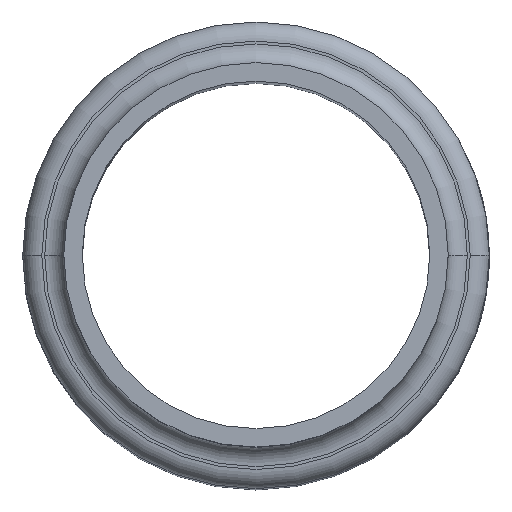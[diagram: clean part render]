
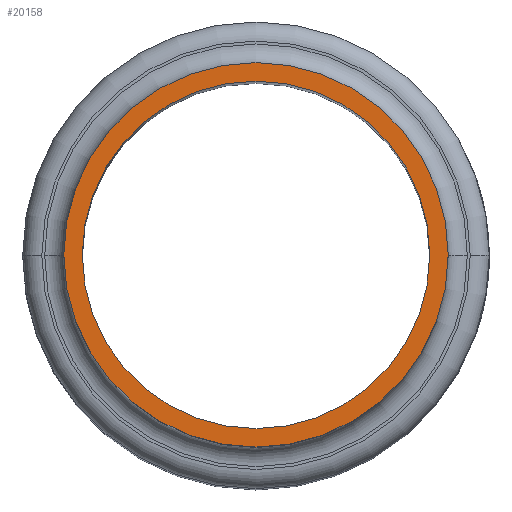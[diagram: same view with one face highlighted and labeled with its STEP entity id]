
A CAD part, top view. The second image highlights one B-rep face of the part: STEP entity #20158.
In plain terms, the highlighted planar face has unit normal (0, 0, 1).
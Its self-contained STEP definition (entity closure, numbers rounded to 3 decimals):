
#359 = VERTEX_POINT ( 'NONE', #24909 ) ;
#769 = CIRCLE ( 'NONE', #26249, 30.15 ) ;
#1351 = CARTESIAN_POINT ( 'NONE',  ( -30.15, 0., 0. ) ) ;
#1620 = EDGE_CURVE ( 'NONE', #8610, #359, #4086, .T. ) ;
#1987 = DIRECTION ( 'NONE',  ( 0., 0., -1. ) ) ;
#3195 = DIRECTION ( 'NONE',  ( 1., 0., 0. ) ) ;
#3495 = AXIS2_PLACEMENT_3D ( 'NONE', #12939, #1987, #21620 ) ;
#3635 = CIRCLE ( 'NONE', #8191, 30.15 ) ;
#4047 = EDGE_CURVE ( 'NONE', #14021, #11514, #3635, .T. ) ;
#4086 = CIRCLE ( 'NONE', #12724, 27.25 ) ;
#4254 = FACE_OUTER_BOUND ( 'NONE', #12113, .T. ) ;
#5044 = CARTESIAN_POINT ( 'NONE',  ( 0., 0., 0. ) ) ;
#5062 = DIRECTION ( 'NONE',  ( 1., 0., 0. ) ) ;
#5858 = DIRECTION ( 'NONE',  ( 1., 0., 0. ) ) ;
#6361 = CARTESIAN_POINT ( 'NONE',  ( 0., 0., 0. ) ) ;
#8191 = AXIS2_PLACEMENT_3D ( 'NONE', #16680, #25375, #5858 ) ;
#8494 = ORIENTED_EDGE ( 'NONE', *, *, #22365, .F. ) ;
#8610 = VERTEX_POINT ( 'NONE', #20629 ) ;
#8640 = ORIENTED_EDGE ( 'NONE', *, *, #13983, .T. ) ;
#10786 = DIRECTION ( 'NONE',  ( 1., 0., 0. ) ) ;
#11514 = VERTEX_POINT ( 'NONE', #24930 ) ;
#12113 = EDGE_LOOP ( 'NONE', ( #8640, #18795 ) ) ;
#12724 = AXIS2_PLACEMENT_3D ( 'NONE', #20710, #26998, #5062 ) ;
#12796 = FACE_BOUND ( 'NONE', #18498, .T. ) ;
#12939 = CARTESIAN_POINT ( 'NONE',  ( 0., 28.25, 0. ) ) ;
#13983 = EDGE_CURVE ( 'NONE', #11514, #14021, #769, .T. ) ;
#14021 = VERTEX_POINT ( 'NONE', #1351 ) ;
#15330 = DIRECTION ( 'NONE',  ( 0., 0., 1. ) ) ;
#16680 = CARTESIAN_POINT ( 'NONE',  ( 0., 0., 0. ) ) ;
#18038 = ORIENTED_EDGE ( 'NONE', *, *, #1620, .F. ) ;
#18498 = EDGE_LOOP ( 'NONE', ( #18038, #8494 ) ) ;
#18795 = ORIENTED_EDGE ( 'NONE', *, *, #4047, .T. ) ;
#20158 = ADVANCED_FACE ( 'NONE', ( #12796, #4254 ), #21468, .F. ) ;
#20629 = CARTESIAN_POINT ( 'NONE',  ( 27.25, 0., 0. ) ) ;
#20710 = CARTESIAN_POINT ( 'NONE',  ( 0., 0., 0. ) ) ;
#21468 = PLANE ( 'NONE',  #3495 ) ;
#21620 = DIRECTION ( 'NONE',  ( -1., 0., 0. ) ) ;
#22365 = EDGE_CURVE ( 'NONE', #359, #8610, #25221, .T. ) ;
#22545 = DIRECTION ( 'NONE',  ( 0., 0., 1. ) ) ;
#24909 = CARTESIAN_POINT ( 'NONE',  ( -27.25, 0., 0. ) ) ;
#24930 = CARTESIAN_POINT ( 'NONE',  ( 30.15, 0., 0. ) ) ;
#25221 = CIRCLE ( 'NONE', #27510, 27.25 ) ;
#25375 = DIRECTION ( 'NONE',  ( 0., 0., 1. ) ) ;
#26249 = AXIS2_PLACEMENT_3D ( 'NONE', #5044, #22545, #3195 ) ;
#26998 = DIRECTION ( 'NONE',  ( 0., 0., 1. ) ) ;
#27510 = AXIS2_PLACEMENT_3D ( 'NONE', #6361, #15330, #10786 ) ;
